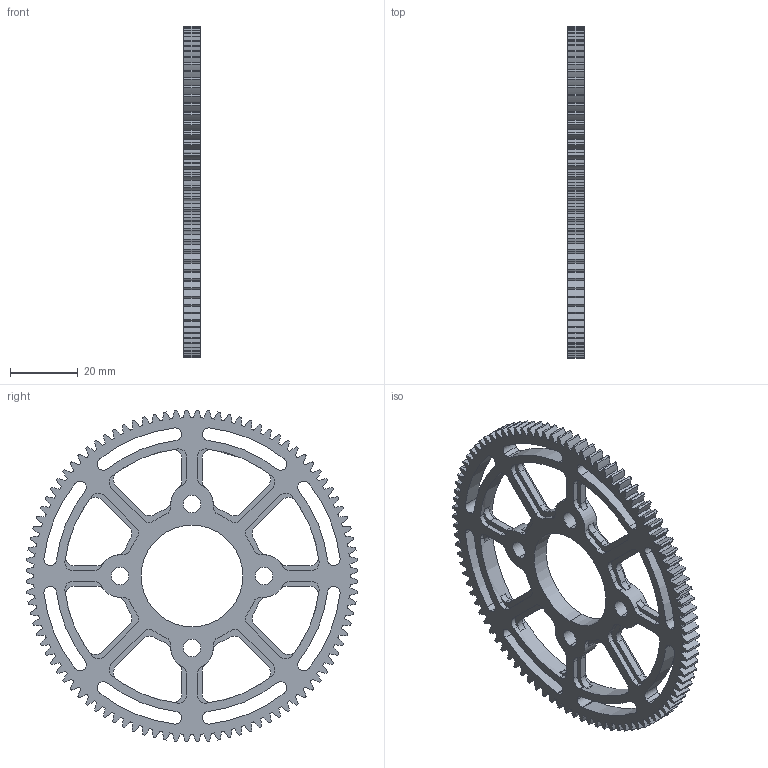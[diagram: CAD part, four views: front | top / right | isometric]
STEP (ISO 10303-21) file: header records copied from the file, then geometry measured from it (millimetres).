
FILE_DESCRIPTION (( 'STEP AP214' ), '1' );
FILE_NAME ('SH1096machined.STEP', '2017-09-26T09:37:33', ( '' ), ( '' ), 'SwSTEP 2.0', 'SolidWorks 2016', '' );
FILE_SCHEMA (( 'AUTOMOTIVE_DESIGN' ));
Length unit declared in the file: millimetre
Products named in the file (2): SH1096machined
Bounding box: 5 x 97.97 x 97.97 mm (x, y, z)
Volume: 16252.2 mm3; surface area: 15811.5 mm2
Topology: 1 solids, 1 shells, 721 faces, 2157 edges, 1438 vertices
Faces by surface type: cylinder 639, plane 82
Entity records: 25226 total; most frequent: DIRECTION 4945, CARTESIAN_POINT 4318, ORIENTED_EDGE 4314, EDGE_CURVE 2157, AXIS2_PLACEMENT_3D 2065, VERTEX_POINT 1438, CIRCLE 1342, VECTOR 815
